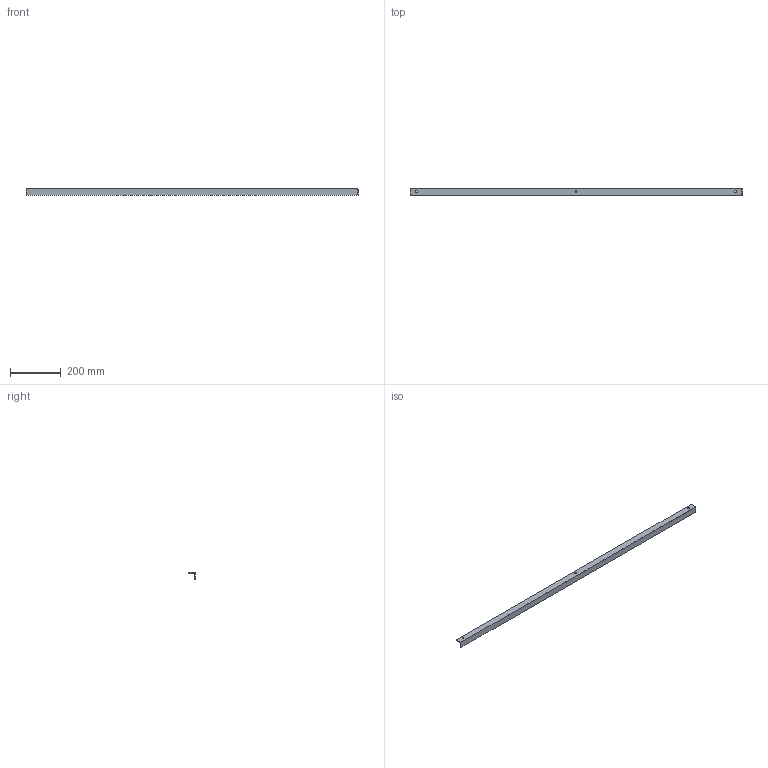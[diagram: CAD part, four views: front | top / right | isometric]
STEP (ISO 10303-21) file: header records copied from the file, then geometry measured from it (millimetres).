
FILE_DESCRIPTION(/* description */ (''),/* implementation_level */ '2;1');
FILE_NAME(/* name */ 'GE-18072.ipt.stp',/* time_stamp */ '2018-01-01T11:19:21-08:00',/* author */ ('PhillipD'),/* organization */ (''),/* preprocessor_version */ 'ST-DEVELOPER v16.13',/* originating_system */ 'Autodesk Inventor 2018',/* authorisation */ '');
FILE_SCHEMA (('AUTOMOTIVE_DESIGN { 1 0 10303 214 3 1 1 }'));
Length unit declared in the file: inch
Products named in the file (1): GE-18072
Bounding box: 1307.87 x 25.4 x 25.4 mm (x, y, z)
Volume: 197420.5 mm3; surface area: 133168.9 mm2
Topology: 1 solids, 1 shells, 11 faces, 27 edges, 18 vertices
Faces by surface type: plane 8, cylinder 3
Full cylindrical faces by diameter (mm): 6.756 x3
Entity records: 372 total; most frequent: DIRECTION 54, CARTESIAN_POINT 54, ORIENTED_EDGE 48, EDGE_CURVE 24, EDGE_LOOP 20, LINE 18, VECTOR 18, VERTEX_POINT 18
